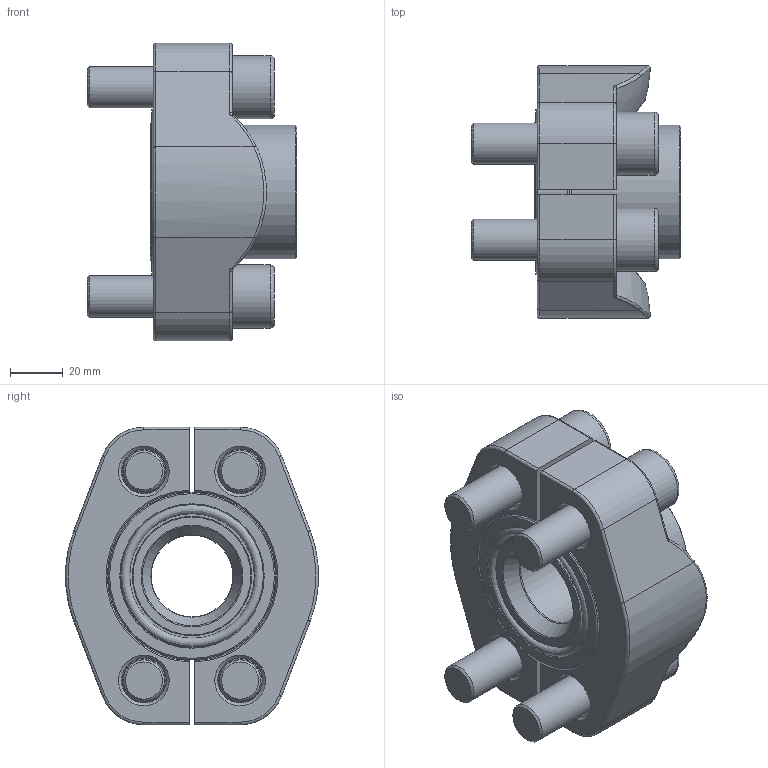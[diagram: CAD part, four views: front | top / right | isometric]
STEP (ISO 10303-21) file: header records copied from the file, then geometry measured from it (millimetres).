
FILE_DESCRIPTION(/* description */ (''),/* implementation_level */ '2;1');
FILE_NAME(/* name */ 'AFAL38-6-42.stp',/* time_stamp */ '2025-01-30T12:13:32+01:00',/* author */ (''),/* organization */ (''),/* preprocessor_version */ 'ST-DEVELOPER v16',/* originating_system */ 'SIEMENS PLM Software NX 10.0',/* authorisation */ '');
FILE_SCHEMA (('CONFIG_CONTROL_DESIGN'));
Length unit declared in the file: millimetre
Products named in the file (6): X-AFH38-6_einzel; X-O47; X-M16x55I; X-AFAL38-6-42; X-AFH38-6; AFAL38-6-42
Assembly tree (9 placements, depth 3):
  AFAL38-6-42
    X-AFAL38-6-42
    X-M16x55I  x4
    X-O47
    X-AFH38-6
      X-AFH38-6_einzel  x2
Bounding box: 79.5 x 95.95 x 112.9 mm (x, y, z)
Volume: 311953.1 mm3; surface area: 80891.5 mm2
Topology: 8 solids, 8 shells, 250 faces, 531 edges, 303 vertices
Faces by surface type: plane 86, cone 58, cylinder 44, torus 43, bspline 16, sphere 2, revolution 1
Full cylindrical faces by diameter (mm): 15.682 x4, 17 x4, 24 x4, 31 x1, 42.4 x1, 45.31 x1, 50.6 x1, 54.2 x1, 63.5 x1
Entity records: 3760 total; most frequent: CARTESIAN_POINT 827, DIRECTION 495, ORIENTED_EDGE 386, AXIS2_PLACEMENT_3D 221, EDGE_CURVE 193, EDGE_LOOP 149, VERTEX_POINT 130, CIRCLE 111
